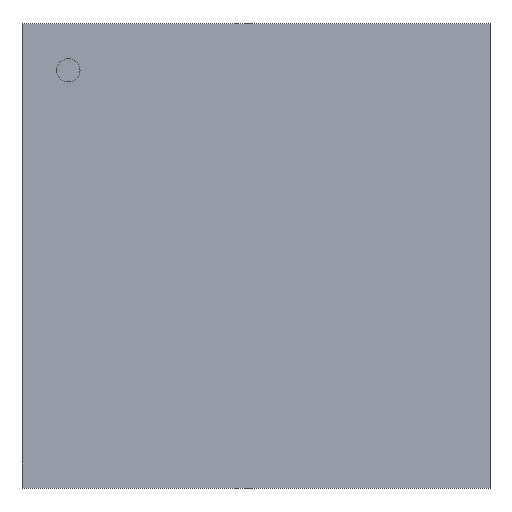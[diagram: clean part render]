
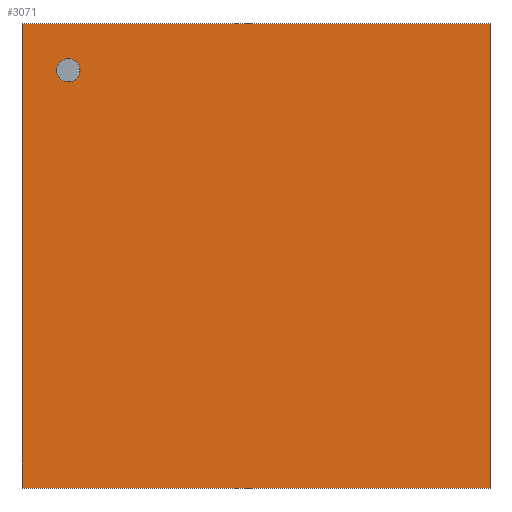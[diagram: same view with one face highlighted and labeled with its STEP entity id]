
A CAD part, top view. The second image highlights one B-rep face of the part: STEP entity #3071.
In plain terms, the highlighted planar face has unit normal (0, 0, 1).
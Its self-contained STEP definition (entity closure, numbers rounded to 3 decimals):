
#2847=CARTESIAN_POINT('',(1.588,-1.575,0.584));
#2846=VERTEX_POINT('',#2847);
#2857=CARTESIAN_POINT('',(-1.588,-1.575,0.584));
#2856=VERTEX_POINT('',#2857);
#2855=EDGE_CURVE('',#2856,#2846,#2860,.T.);
#2860=LINE('',#2857,#2862);
#2862=VECTOR('',#2863,3.175);
#2863=DIRECTION('',(1.0,0.0,0.0));
#2896=CARTESIAN_POINT('',(1.588,1.575,0.584));
#2895=VERTEX_POINT('',#2896);
#2904=EDGE_CURVE('',#2846,#2895,#2909,.T.);
#2909=LINE('',#2847,#2911);
#2911=VECTOR('',#2912,3.15);
#2912=DIRECTION('',(0.0,1.0,0.0));
#2945=CARTESIAN_POINT('',(-1.588,1.575,0.584));
#2944=VERTEX_POINT('',#2945);
#2953=EDGE_CURVE('',#2895,#2944,#2958,.T.);
#2958=LINE('',#2896,#2960);
#2960=VECTOR('',#2961,3.175);
#2961=DIRECTION('',(-1.0,0.0,0.0));
#3002=EDGE_CURVE('',#2944,#2856,#3007,.T.);
#3007=LINE('',#2945,#3009);
#3009=VECTOR('',#3010,3.15);
#3010=DIRECTION('',(0.0,-1.0,0.0));
#3071=ADVANCED_FACE('',(#3077),#3072,.T.);
#3072=PLANE('',#3073);
#3073=AXIS2_PLACEMENT_3D('',#3074,#3075,#3076);
#3074=CARTESIAN_POINT('',(-1.588,-1.575,0.584));
#3075=DIRECTION('',(0.0,0.0,1.0));
#3076=DIRECTION('',(0.,1.,0.));
#3077=FACE_OUTER_BOUND('',#3078,.T.);
#3078=EDGE_LOOP('',(#3079,#3089,#3099,#3109));
#3079=ORIENTED_EDGE('',*,*,#2855,.T.);
#3089=ORIENTED_EDGE('',*,*,#2904,.T.);
#3099=ORIENTED_EDGE('',*,*,#2953,.T.);
#3109=ORIENTED_EDGE('',*,*,#3002,.T.);
